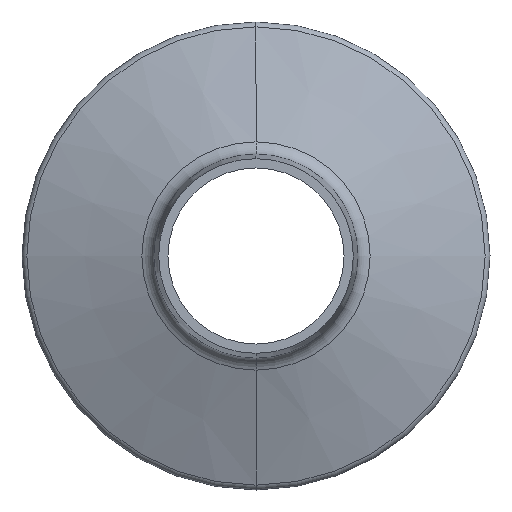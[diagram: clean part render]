
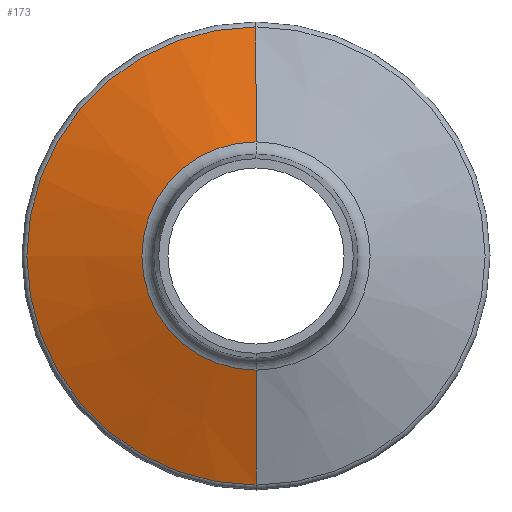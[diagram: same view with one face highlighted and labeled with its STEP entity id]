
A CAD part, left-side view. The second image highlights one B-rep face of the part: STEP entity #173.
In plain terms, the highlighted conical face has half-angle 70 degrees and reference radius 24.724 mm.
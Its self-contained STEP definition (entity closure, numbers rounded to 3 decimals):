
#56 = VERTEX_POINT ( 'NONE', #292 ) ;
#57 = VERTEX_POINT ( 'NONE', #649 ) ;
#102 = ORIENTED_EDGE ( 'NONE', *, *, #863, .F. ) ;
#173 = ADVANCED_FACE ( 'NONE', ( #209 ), #891, .T. ) ;
#180 = EDGE_LOOP ( 'NONE', ( #474, #625, #102, #191 ) ) ;
#189 = DIRECTION ( 'NONE',  ( 0., 0., -1. ) ) ;
#191 = ORIENTED_EDGE ( 'NONE', *, *, #395, .F. ) ;
#209 = FACE_OUTER_BOUND ( 'NONE', #180, .T. ) ;
#229 = EDGE_CURVE ( 'NONE', #259, #905, #1140, .T. ) ;
#248 = CARTESIAN_POINT ( 'NONE',  ( -7.558, 0., 0. ) ) ;
#259 = VERTEX_POINT ( 'NONE', #339 ) ;
#264 = DIRECTION ( 'NONE',  ( 0.342, 0., -0.94 ) ) ;
#292 = CARTESIAN_POINT ( 'NONE',  ( -3.042, 0., -24.724 ) ) ;
#339 = CARTESIAN_POINT ( 'NONE',  ( -7.558, 0., 12.316 ) ) ;
#395 = EDGE_CURVE ( 'NONE', #57, #56, #457, .T. ) ;
#396 = AXIS2_PLACEMENT_3D ( 'NONE', #248, #680, #684 ) ;
#457 = LINE ( 'NONE', #916, #849 ) ;
#474 = ORIENTED_EDGE ( 'NONE', *, *, #1153, .T. ) ;
#501 = AXIS2_PLACEMENT_3D ( 'NONE', #633, #556, #189 ) ;
#556 = DIRECTION ( 'NONE',  ( 1., 0., 0. ) ) ;
#586 = DIRECTION ( 'NONE',  ( 0.342, 0., 0.94 ) ) ;
#625 = ORIENTED_EDGE ( 'NONE', *, *, #229, .T. ) ;
#633 = CARTESIAN_POINT ( 'NONE',  ( -3.042, 0., 0. ) ) ;
#649 = CARTESIAN_POINT ( 'NONE',  ( -7.558, 0., -12.316 ) ) ;
#658 = CARTESIAN_POINT ( 'NONE',  ( -3.042, 0., 24.724 ) ) ;
#680 = DIRECTION ( 'NONE',  ( 1., 0., 0. ) ) ;
#684 = DIRECTION ( 'NONE',  ( 0., 0., -1. ) ) ;
#714 = AXIS2_PLACEMENT_3D ( 'NONE', #936, #939, #858 ) ;
#794 = CARTESIAN_POINT ( 'NONE',  ( -3.042, 0., 24.724 ) ) ;
#813 = VECTOR ( 'NONE', #586, 1000. ) ;
#849 = VECTOR ( 'NONE', #264, 1000. ) ;
#858 = DIRECTION ( 'NONE',  ( 0., 0., -1. ) ) ;
#863 = EDGE_CURVE ( 'NONE', #56, #905, #1023, .T. ) ;
#891 = CONICAL_SURFACE ( 'NONE', #714, 24.724, 1.222 ) ;
#905 = VERTEX_POINT ( 'NONE', #658 ) ;
#916 = CARTESIAN_POINT ( 'NONE',  ( -3.042, 0., -24.724 ) ) ;
#936 = CARTESIAN_POINT ( 'NONE',  ( -3.042, 0., 0. ) ) ;
#939 = DIRECTION ( 'NONE',  ( 1., 0., 0. ) ) ;
#1023 = CIRCLE ( 'NONE', #501, 24.724 ) ;
#1140 = LINE ( 'NONE', #794, #813 ) ;
#1153 = EDGE_CURVE ( 'NONE', #57, #259, #1164, .T. ) ;
#1164 = CIRCLE ( 'NONE', #396, 12.316 ) ;
